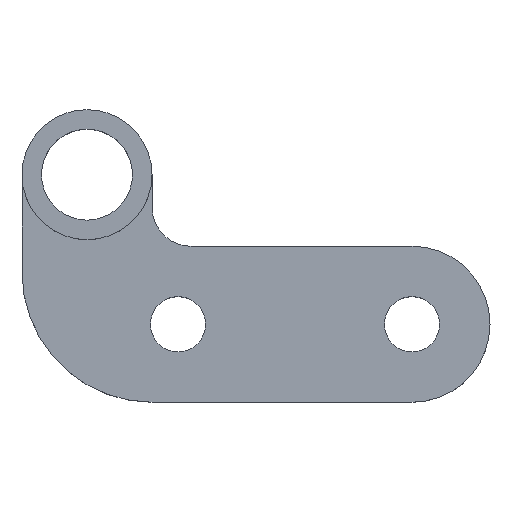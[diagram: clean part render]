
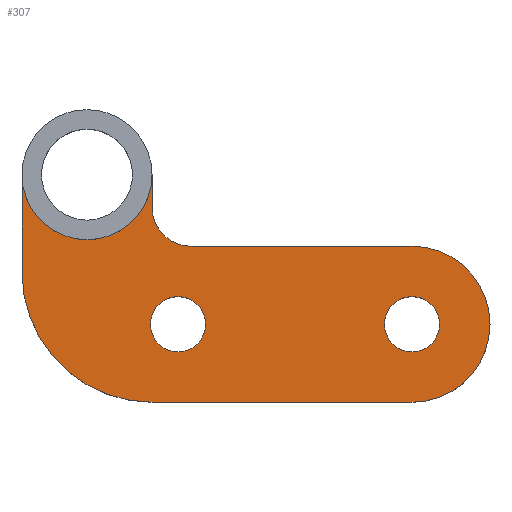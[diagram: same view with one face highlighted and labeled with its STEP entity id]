
A CAD part, top view. The second image highlights one B-rep face of the part: STEP entity #307.
In plain terms, the highlighted planar face has unit normal (0, 0, 1).
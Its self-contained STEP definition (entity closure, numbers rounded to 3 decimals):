
#3 = CARTESIAN_POINT ( 'NONE',  ( -40., 12., 10. ) ) ;
#10 = LINE ( 'NONE', #316, #378 ) ;
#31 = DIRECTION ( 'NONE',  ( 0., 0., -1. ) ) ;
#32 = VERTEX_POINT ( 'NONE', #306 ) ;
#34 = DIRECTION ( 'NONE',  ( 0., 0., 1. ) ) ;
#38 = FACE_BOUND ( 'NONE', #592, .T. ) ;
#49 = AXIS2_PLACEMENT_3D ( 'NONE', #263, #108, #490 ) ;
#52 = EDGE_CURVE ( 'NONE', #599, #166, #129, .T. ) ;
#53 = VERTEX_POINT ( 'NONE', #157 ) ;
#59 = DIRECTION ( 'NONE',  ( 1., 0., 0. ) ) ;
#60 = CARTESIAN_POINT ( 'NONE',  ( -50., 23., 10. ) ) ;
#61 = DIRECTION ( 'NONE',  ( 1., 0., 0. ) ) ;
#64 = EDGE_CURVE ( 'NONE', #259, #32, #471, .T. ) ;
#85 = CARTESIAN_POINT ( 'NONE',  ( -4.25, 0., 10. ) ) ;
#87 = DIRECTION ( 'NONE',  ( -1., 0., 0. ) ) ;
#104 = EDGE_CURVE ( 'NONE', #166, #599, #504, .T. ) ;
#106 = DIRECTION ( 'NONE',  ( 1., 0., 0. ) ) ;
#108 = DIRECTION ( 'NONE',  ( 0., 0., 1. ) ) ;
#110 = CARTESIAN_POINT ( 'NONE',  ( 0., 0., 10. ) ) ;
#112 = ORIENTED_EDGE ( 'NONE', *, *, #363, .T. ) ;
#122 = EDGE_CURVE ( 'NONE', #411, #298, #10, .T. ) ;
#127 = CIRCLE ( 'NONE', #249, 6. ) ;
#129 = CIRCLE ( 'NONE', #516, 4.25 ) ;
#133 = VERTEX_POINT ( 'NONE', #171 ) ;
#141 = DIRECTION ( 'NONE',  ( 1., 0., 0. ) ) ;
#157 = CARTESIAN_POINT ( 'NONE',  ( -60., 23., 10. ) ) ;
#166 = VERTEX_POINT ( 'NONE', #215 ) ;
#168 = ORIENTED_EDGE ( 'NONE', *, *, #173, .T. ) ;
#170 = CIRCLE ( 'NONE', #495, 20. ) ;
#171 = CARTESIAN_POINT ( 'NONE',  ( 0., -12., 10. ) ) ;
#173 = EDGE_CURVE ( 'NONE', #607, #501, #170, .T. ) ;
#181 = AXIS2_PLACEMENT_3D ( 'NONE', #551, #637, #87 ) ;
#182 = FACE_BOUND ( 'NONE', #524, .T. ) ;
#196 = ORIENTED_EDGE ( 'NONE', *, *, #611, .T. ) ;
#203 = DIRECTION ( 'NONE',  ( -1., 0., 0. ) ) ;
#206 = VECTOR ( 'NONE', #203, 1000. ) ;
#209 = DIRECTION ( 'NONE',  ( 0., 0., 1. ) ) ;
#215 = CARTESIAN_POINT ( 'NONE',  ( -40.25, 0., 10. ) ) ;
#227 = FACE_OUTER_BOUND ( 'NONE', #493, .T. ) ;
#231 = CARTESIAN_POINT ( 'NONE',  ( 0., 0., 10. ) ) ;
#233 = EDGE_CURVE ( 'NONE', #133, #259, #253, .T. ) ;
#238 = VERTEX_POINT ( 'NONE', #354 ) ;
#240 = DIRECTION ( 'NONE',  ( 1., 0., 0. ) ) ;
#249 = AXIS2_PLACEMENT_3D ( 'NONE', #500, #31, #141 ) ;
#251 = CIRCLE ( 'NONE', #265, 4.25 ) ;
#252 = ORIENTED_EDGE ( 'NONE', *, *, #52, .F. ) ;
#253 = CIRCLE ( 'NONE', #269, 12. ) ;
#256 = ORIENTED_EDGE ( 'NONE', *, *, #104, .F. ) ;
#259 = VERTEX_POINT ( 'NONE', #405 ) ;
#263 = CARTESIAN_POINT ( 'NONE',  ( -36., 0., 10. ) ) ;
#264 = ORIENTED_EDGE ( 'NONE', *, *, #631, .T. ) ;
#265 = AXIS2_PLACEMENT_3D ( 'NONE', #509, #513, #240 ) ;
#269 = AXIS2_PLACEMENT_3D ( 'NONE', #231, #34, #654 ) ;
#270 = CARTESIAN_POINT ( 'NONE',  ( -60., 23., 10. ) ) ;
#277 = VECTOR ( 'NONE', #597, 1000. ) ;
#290 = CARTESIAN_POINT ( 'NONE',  ( -40., -12., 10. ) ) ;
#297 = EDGE_CURVE ( 'NONE', #32, #411, #127, .T. ) ;
#298 = VERTEX_POINT ( 'NONE', #640 ) ;
#301 = CARTESIAN_POINT ( 'NONE',  ( -40., -12., 10. ) ) ;
#306 = CARTESIAN_POINT ( 'NONE',  ( -34., 12., 10. ) ) ;
#307 = ADVANCED_FACE ( 'NONE', ( #38, #227, #182 ), #589, .F. ) ;
#316 = CARTESIAN_POINT ( 'NONE',  ( -40., 23., 10. ) ) ;
#318 = CARTESIAN_POINT ( 'NONE',  ( -40., 18., 10. ) ) ;
#319 = CARTESIAN_POINT ( 'NONE',  ( -60., 8., 10. ) ) ;
#348 = AXIS2_PLACEMENT_3D ( 'NONE', #110, #209, #59 ) ;
#354 = CARTESIAN_POINT ( 'NONE',  ( 4.25, 0., 10. ) ) ;
#355 = VERTEX_POINT ( 'NONE', #85 ) ;
#358 = ORIENTED_EDGE ( 'NONE', *, *, #384, .F. ) ;
#363 = EDGE_CURVE ( 'NONE', #53, #607, #421, .T. ) ;
#367 = ORIENTED_EDGE ( 'NONE', *, *, #122, .T. ) ;
#368 = VECTOR ( 'NONE', #568, 1000. ) ;
#378 = VECTOR ( 'NONE', #619, 1000. ) ;
#384 = EDGE_CURVE ( 'NONE', #355, #238, #554, .T. ) ;
#405 = CARTESIAN_POINT ( 'NONE',  ( 0., 12., 10. ) ) ;
#409 = ORIENTED_EDGE ( 'NONE', *, *, #233, .T. ) ;
#411 = VERTEX_POINT ( 'NONE', #318 ) ;
#415 = AXIS2_PLACEMENT_3D ( 'NONE', #60, #481, #454 ) ;
#418 = DIRECTION ( 'NONE',  ( 0., 0., 1. ) ) ;
#421 = LINE ( 'NONE', #270, #368 ) ;
#434 = CARTESIAN_POINT ( 'NONE',  ( -31.75, 0., 10. ) ) ;
#445 = ORIENTED_EDGE ( 'NONE', *, *, #297, .T. ) ;
#454 = DIRECTION ( 'NONE',  ( 1., 0., 0. ) ) ;
#457 = ORIENTED_EDGE ( 'NONE', *, *, #515, .F. ) ;
#471 = LINE ( 'NONE', #3, #206 ) ;
#481 = DIRECTION ( 'NONE',  ( 0., 0., -1. ) ) ;
#490 = DIRECTION ( 'NONE',  ( 1., 0., 0. ) ) ;
#493 = EDGE_LOOP ( 'NONE', ( #264, #409, #656, #445, #367, #196, #112, #168 ) ) ;
#495 = AXIS2_PLACEMENT_3D ( 'NONE', #633, #418, #61 ) ;
#500 = CARTESIAN_POINT ( 'NONE',  ( -34., 18., 10. ) ) ;
#501 = VERTEX_POINT ( 'NONE', #290 ) ;
#504 = CIRCLE ( 'NONE', #49, 4.25 ) ;
#509 = CARTESIAN_POINT ( 'NONE',  ( 0., 0., 10. ) ) ;
#513 = DIRECTION ( 'NONE',  ( 0., 0., 1. ) ) ;
#515 = EDGE_CURVE ( 'NONE', #238, #355, #251, .T. ) ;
#516 = AXIS2_PLACEMENT_3D ( 'NONE', #559, #520, #106 ) ;
#520 = DIRECTION ( 'NONE',  ( 0., 0., 1. ) ) ;
#524 = EDGE_LOOP ( 'NONE', ( #358, #457 ) ) ;
#551 = CARTESIAN_POINT ( 'NONE',  ( 0., 0., 10. ) ) ;
#554 = CIRCLE ( 'NONE', #348, 4.25 ) ;
#559 = CARTESIAN_POINT ( 'NONE',  ( -36., 0., 10. ) ) ;
#568 = DIRECTION ( 'NONE',  ( 0., -1., 0. ) ) ;
#582 = CIRCLE ( 'NONE', #415, 10. ) ;
#589 = PLANE ( 'NONE',  #181 ) ;
#592 = EDGE_LOOP ( 'NONE', ( #252, #256 ) ) ;
#597 = DIRECTION ( 'NONE',  ( 1., 0., 0. ) ) ;
#599 = VERTEX_POINT ( 'NONE', #434 ) ;
#607 = VERTEX_POINT ( 'NONE', #319 ) ;
#611 = EDGE_CURVE ( 'NONE', #298, #53, #582, .T. ) ;
#619 = DIRECTION ( 'NONE',  ( 0., 1., 0. ) ) ;
#631 = EDGE_CURVE ( 'NONE', #501, #133, #657, .T. ) ;
#633 = CARTESIAN_POINT ( 'NONE',  ( -40., 8., 10. ) ) ;
#637 = DIRECTION ( 'NONE',  ( 0., 0., -1. ) ) ;
#640 = CARTESIAN_POINT ( 'NONE',  ( -40., 23., 10. ) ) ;
#654 = DIRECTION ( 'NONE',  ( -1., 0., 0. ) ) ;
#656 = ORIENTED_EDGE ( 'NONE', *, *, #64, .T. ) ;
#657 = LINE ( 'NONE', #301, #277 ) ;
